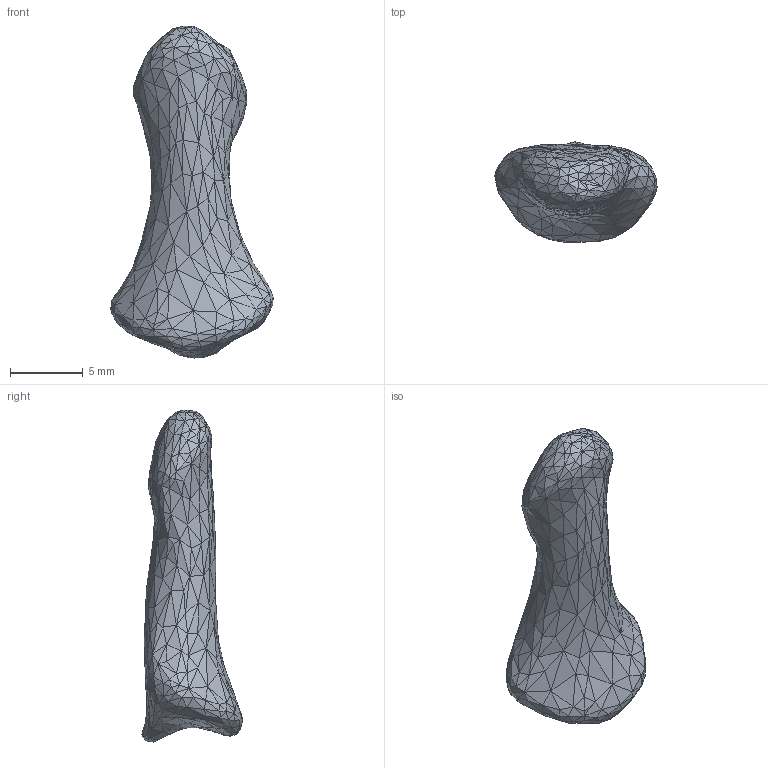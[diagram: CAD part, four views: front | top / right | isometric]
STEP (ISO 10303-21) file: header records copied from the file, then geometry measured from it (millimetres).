
FILE_DESCRIPTION(/* description */ (''),/* implementation_level */ '2;1');
FILE_NAME(/* name */ 'Majeur_DP.step',/* time_stamp */ '2023-04-15T09:34:49-04:00',/* author */ (''),/* organization */ (''),/* preprocessor_version */ 'ST-DEVELOPER v19.2',/* originating_system */ 'Autodesk Translation Framework v12.4.0.73',/* authorisation */ '');
FILE_SCHEMA (('AUTOMOTIVE_DESIGN { 1 0 10303 214 3 1 1 }'));
Length unit declared in the file: millimetre
Products named in the file (1): MiddleDP
Bounding box: 11.18 x 6.93 x 22.85 mm (x, y, z)
Volume: 597.4 mm3; surface area: 479.7 mm2
Topology: 1 solids, 1 shells, 862 faces, 1293 edges, 433 vertices
Faces by surface type: plane 862
Entity records: 16861 total; most frequent: DIRECTION 3019, CARTESIAN_POINT 2589, ORIENTED_EDGE 2586, LINE 1293, VECTOR 1293, EDGE_CURVE 1293, AXIS2_PLACEMENT_3D 863, FACE_OUTER_BOUND 862
